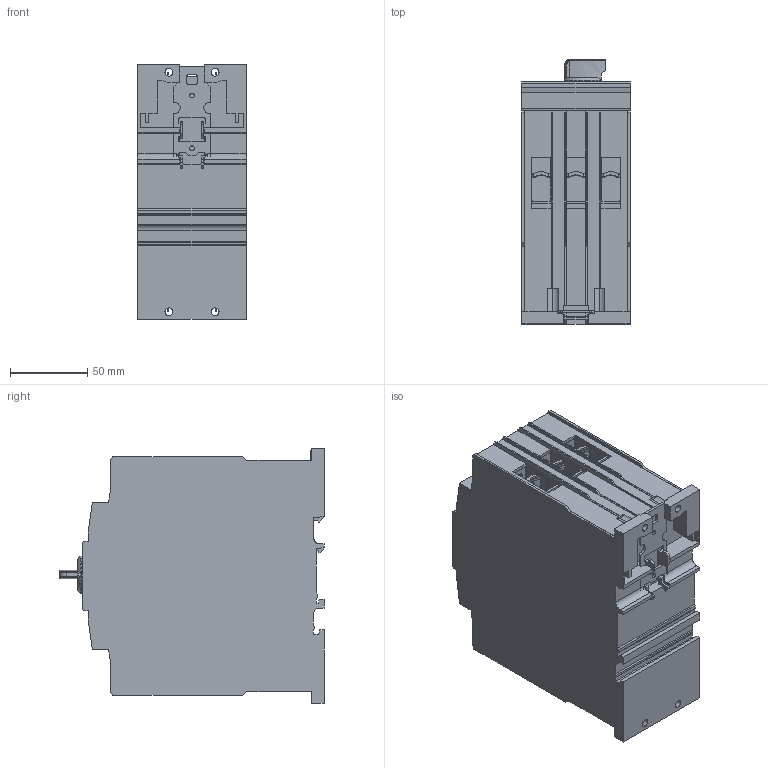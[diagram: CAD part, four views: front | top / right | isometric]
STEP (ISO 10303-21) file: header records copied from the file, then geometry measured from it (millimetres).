
FILE_DESCRIPTION (( 'STEP AP203' ), '1' );
FILE_NAME ('HMMP-100HR-100.step', '2022-11-01T18:14:47', ( '' ), ( '' ), 'SwSTEP 2.0', 'SolidWorks 2021', '' );
FILE_SCHEMA (( 'CONFIG_CONTROL_DESIGN' ));
Length unit declared in the file: millimetre
Products named in the file (1): HMMP-100HR-100
Bounding box: 70 x 171 x 165 mm (x, y, z)
Volume: 1430597.4 mm3; surface area: 149899.8 mm2
Topology: 16 solids, 16 shells, 1259 faces, 3407 edges, 2192 vertices
Faces by surface type: plane 753, cylinder 399, torus 53, bspline 53, cone 1
Entity records: 50047 total; most frequent: CARTESIAN_POINT 18417, ORIENTED_EDGE 6814, DIRECTION 6255, EDGE_CURVE 3407, VECTOR 2345, LINE 2345, VERTEX_POINT 2192, AXIS2_PLACEMENT_3D 1955
